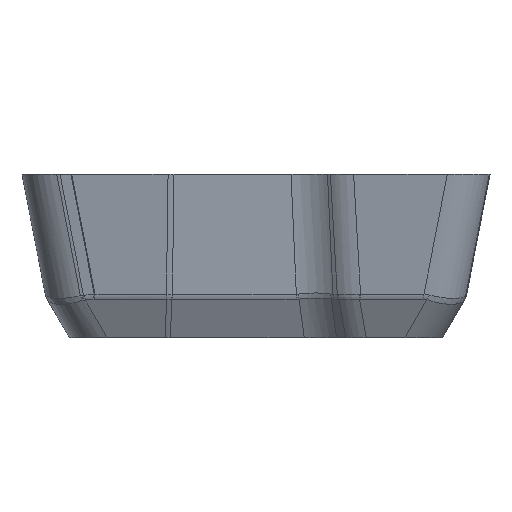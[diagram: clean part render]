
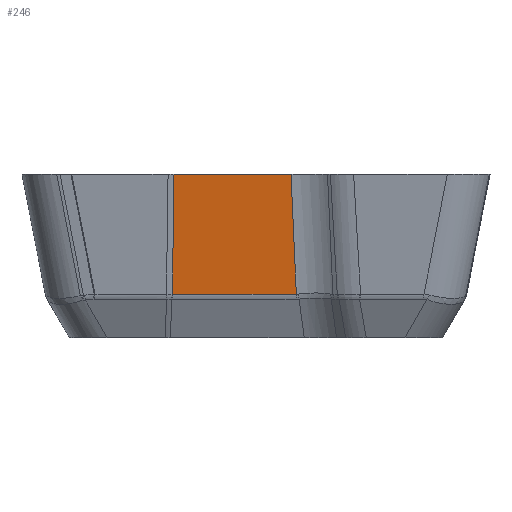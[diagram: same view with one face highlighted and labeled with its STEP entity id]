
A CAD part, front view. The second image highlights one B-rep face of the part: STEP entity #246.
In plain terms, the highlighted planar face has unit normal (0.137, -0.972, -0.191).
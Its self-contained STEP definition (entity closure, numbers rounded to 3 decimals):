
#198=PLANE('',#3057);
#246=ADVANCED_FACE('',(#470),#198,.T.);
#470=FACE_OUTER_BOUND('',#630,.T.);
#630=EDGE_LOOP('',(#887,#888,#889,#890));
#887=ORIENTED_EDGE('',*,*,#1901,.T.);
#888=ORIENTED_EDGE('',*,*,#1905,.T.);
#889=ORIENTED_EDGE('',*,*,#1906,.T.);
#890=ORIENTED_EDGE('',*,*,#1907,.T.);
#1647=VERTEX_POINT('',#4412);
#1648=VERTEX_POINT('',#4414);
#1651=VERTEX_POINT('',#4422);
#1652=VERTEX_POINT('',#4424);
#1901=EDGE_CURVE('',#1648,#1647,#2689,.T.);
#1905=EDGE_CURVE('',#1647,#1651,#2690,.T.);
#1906=EDGE_CURVE('',#1651,#1652,#2691,.T.);
#1907=EDGE_CURVE('',#1652,#1648,#2692,.T.);
#2689=LINE('',#4413,#2861);
#2690=LINE('',#4421,#2862);
#2691=LINE('',#4423,#2863);
#2692=LINE('',#4425,#2864);
#2861=VECTOR('',#3523,1.);
#2862=VECTOR('',#3532,1.);
#2863=VECTOR('',#3533,1.);
#2864=VECTOR('',#3534,1.);
#3057=AXIS2_PLACEMENT_3D('',#4426,#3535,#3536);
#3523=DIRECTION('',(-0.044,-0.198,0.979));
#3532=DIRECTION('',(-0.99,-0.139,0.));
#3533=DIRECTION('',(-0.013,0.191,-0.982));
#3534=DIRECTION('',(0.99,0.139,0.));
#3535=DIRECTION('',(0.137,-0.972,-0.191));
#3536=DIRECTION('',(0.,0.193,-0.981));
#4412=CARTESIAN_POINT('',(0.643,-3.99,0.));
#4413=CARTESIAN_POINT('',(0.644,-3.985,-0.026));
#4414=CARTESIAN_POINT('',(0.741,-3.544,-2.201));
#4421=CARTESIAN_POINT('',(-1.561,-4.3,0.));
#4422=CARTESIAN_POINT('',(-1.507,-4.292,0.));
#4423=CARTESIAN_POINT('',(-1.507,-4.292,0.001));
#4424=CARTESIAN_POINT('',(-1.537,-3.865,-2.201));
#4425=CARTESIAN_POINT('',(0.745,-3.544,-2.201));
#4426=CARTESIAN_POINT('',(-1.561,-4.3,0.));
